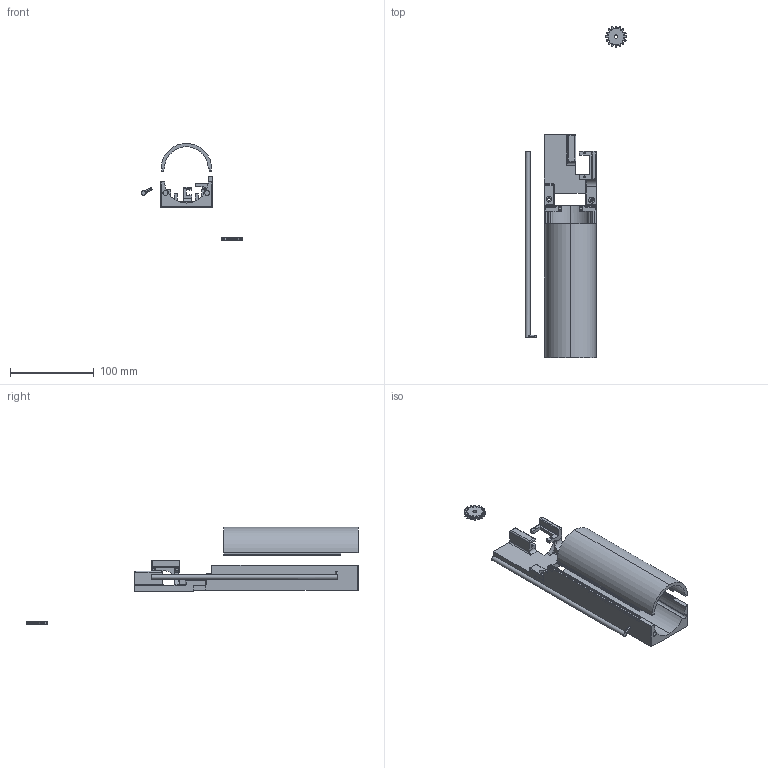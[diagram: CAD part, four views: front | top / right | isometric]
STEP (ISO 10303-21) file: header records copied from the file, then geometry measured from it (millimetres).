
FILE_DESCRIPTION(/* description */ (''),/* implementation_level */ '2;1');
FILE_NAME(/* name */ 'Rat_Housing_Smaller_2_Vision_Sensors.step',/* time_stamp */ '2024-05-25T19:59:57+02:00',/* author */ (''),/* organization */ (''),/* preprocessor_version */ 'ST-DEVELOPER v20',/* originating_system */ 'Autodesk Translation Framework v13.14.0.145',/* authorisation */ '');
FILE_SCHEMA (('AUTOMOTIVE_DESIGN { 1 0 10303 214 3 1 1 }'));
Length unit declared in the file: millimetre
Products named in the file (1): Rat_Housing_Smaller
Bounding box: 120.71 x 395.53 x 115.75 mm (x, y, z)
Volume: 233293.8 mm3; surface area: 103531 mm2
Topology: 5 solids, 5 shells, 408 faces, 1133 edges, 735 vertices
Faces by surface type: cylinder 189, plane 169, bspline 36, torus 10, sphere 4
Full cylindrical faces by diameter (mm): 2 x2, 3.332 x4, 4.3 x1, 5.552 x1, 6 x2, 7 x2
Entity records: 22616 total; most frequent: CARTESIAN_POINT 12157, ORIENTED_EDGE 2266, DIRECTION 2151, EDGE_CURVE 1133, AXIS2_PLACEMENT_3D 738, VERTEX_POINT 735, LINE 675, VECTOR 675
